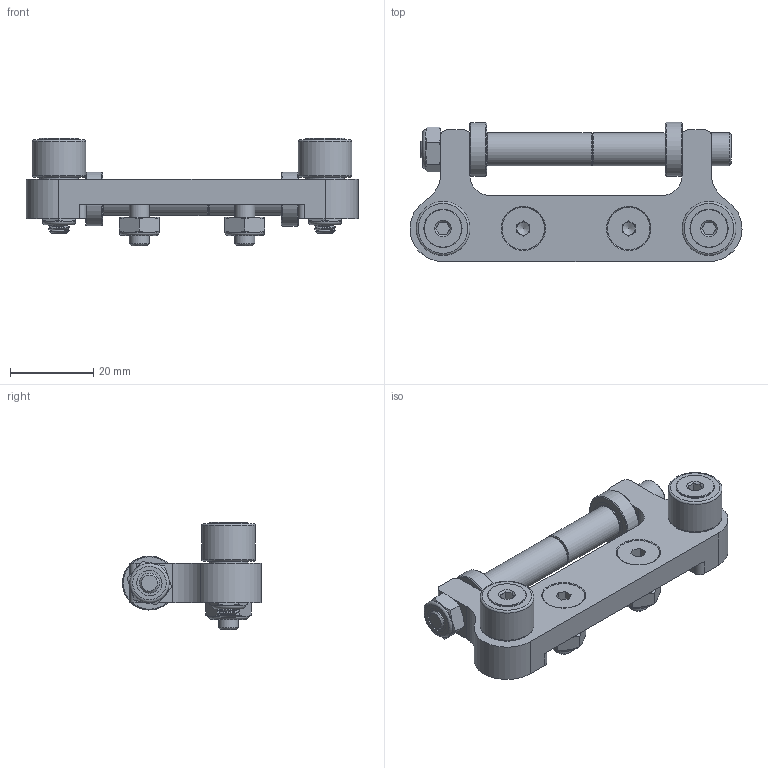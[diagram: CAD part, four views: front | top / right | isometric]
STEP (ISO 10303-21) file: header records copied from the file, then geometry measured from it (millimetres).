
FILE_DESCRIPTION (( 'STEP AP214' ), '1' );
FILE_NAME ('am-4875 2x1 CF Elevator Corner Bearing Kit.STEP', '2022-11-30T15:32:27', ( '' ), ( '' ), 'SwSTEP 2.0', 'SolidWorks 2022', '' );
FILE_SCHEMA (( 'AUTOMOTIVE_DESIGN' ));
Length unit declared in the file: millimetre
Products named in the file (10): am-xxxx 1.000t x .192id .313OD Aluminum Spacer; 2x1 UniPlate V0.1 alt screw; 10-32 Nylock Jam Nut_90633A411; SHCS 10-32 x 2.75_HX-SHCS 0.19-32x2.75x0.875-C; AS31-10-44 Aluminum Spacer; am-4875 2x1 CF Elevator Corner Bearing Kit; am-4246 CF5 Crowned Cam Follower; M5 Nylock Nut 1_90576A104; 695-2Z Bearing_7804K108; FHCS 10-32x0.625_SCHCSCREW 0.19-32x0.625x0.625-HX-C
Assembly tree (15 placements, depth 2):
  am-4875 2x1 CF Elevator Corner Bearing Kit
    2x1 UniPlate V0.1 alt screw
    am-4246 CF5 Crowned Cam Follower  x2
    695-2Z Bearing_7804K108  x2
    SHCS 10-32 x 2.75_HX-SHCS 0.19-32x2.75x0.875-C
    M5 Nylock Nut 1_90576A104  x2
    10-32 Nylock Jam Nut_90633A411  x3
    AS31-10-44 Aluminum Spacer
    am-xxxx 1.000t x .192id .313OD Aluminum Spacer
    FHCS 10-32x0.625_SCHCSCREW 0.19-32x0.625x0.625-HX-C  x2
Bounding box: 79.93 x 33.48 x 25.88 mm (x, y, z)
Volume: 17686.2 mm3; surface area: 15681.6 mm2
Topology: 50 solids, 50 shells, 541 faces, 1237 edges, 773 vertices
Faces by surface type: plane 169, cone 167, cylinder 153, torus 24, sphere 24, bspline 4
Full cylindrical faces by diameter (mm): 1.5 x2, 4.091 x3, 4.178 x9, 4.255 x2, 4.342 x8, 4.826 x15, 4.877 x1, 4.9 x2, 4.92 x1, 5 x30, 5.105 x6, 5.294 x2, 6.08 x3, 7.937 x1, 7.938 x2, 8.209 x8, 9.2 x4, 9.791 x8, 10.213 x2, 12.959 x2, 13 x2
Entity records: 9634 total; most frequent: CARTESIAN_POINT 3614, DIRECTION 1126, ORIENTED_EDGE 892, AXIS2_PLACEMENT_3D 498, EDGE_CURVE 446, EDGE_LOOP 412, VERTEX_POINT 328, FACE_OUTER_BOUND 325
